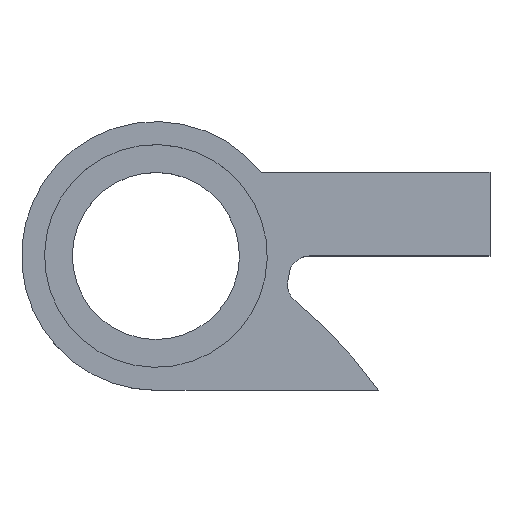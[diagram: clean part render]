
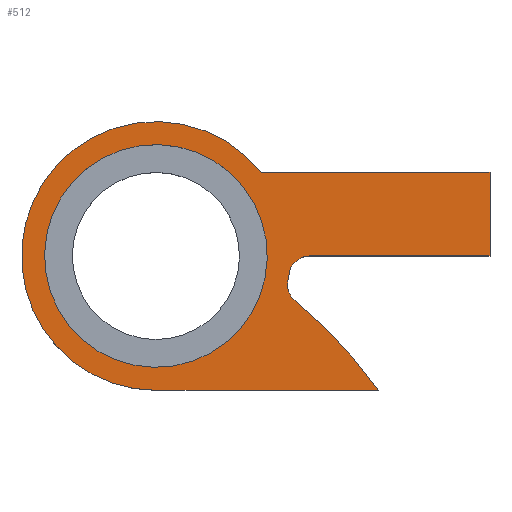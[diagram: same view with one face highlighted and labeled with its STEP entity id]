
A CAD part, top view. The second image highlights one B-rep face of the part: STEP entity #512.
In plain terms, the highlighted planar face has unit normal (0, 0, 1).
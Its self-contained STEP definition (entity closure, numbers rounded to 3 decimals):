
#63=CARTESIAN_POINT('Vertex',(24.,0.,3.)) ;
#77=CARTESIAN_POINT('Vertex',(24.,6.,3.)) ;
#80=CARTESIAN_POINT('Line Origine',(24.,3.,3.)) ;
#108=CARTESIAN_POINT('Vertex',(7.558,6.,3.)) ;
#111=CARTESIAN_POINT('Line Origine',(15.779,6.,3.)) ;
#134=CARTESIAN_POINT('Vertex',(0.,-9.65,3.)) ;
#148=CARTESIAN_POINT('Vertex',(16.,-9.65,3.)) ;
#151=CARTESIAN_POINT('Line Origine',(8.,-9.65,3.)) ;
#168=CARTESIAN_POINT('Axis2P3D Location',(0.,0.,3.)) ;
#172=CARTESIAN_POINT('Vertex',(-4.626,8.469,3.)) ;
#199=CARTESIAN_POINT('Axis2P3D Location',(0.,0.,3.)) ;
#277=CARTESIAN_POINT('Vertex',(3.835,-7.021,3.)) ;
#293=CARTESIAN_POINT('Vertex',(-3.835,7.021,3.)) ;
#296=CARTESIAN_POINT('Axis2P3D Location',(0.,0.,3.)) ;
#313=CARTESIAN_POINT('Axis2P3D Location',(0.,0.,3.)) ;
#419=CARTESIAN_POINT('Vertex',(11.049,0.,3.)) ;
#429=CARTESIAN_POINT('Line Origine',(17.524,0.,3.)) ;
#446=CARTESIAN_POINT('Axis2P3D Location',(11.049,-1.5,3.)) ;
#450=CARTESIAN_POINT('Vertex',(9.562,-1.298,3.)) ;
#472=CARTESIAN_POINT('Axis2P3D Location',(0.,8.,3.)) ;
#477=CARTESIAN_POINT('Axis2P3D Location',(10.956,-2.072,3.)) ;
#481=CARTESIAN_POINT('Vertex',(10.002,-3.229,3.)) ;
#483=CARTESIAN_POINT('Vertex',(9.482,-1.793,3.)) ;
#486=CARTESIAN_POINT('Axis2P3D Location',(0.,0.,3.)) ;
#491=CARTESIAN_POINT('Axis2P3D Location',(-11.579,-29.403,3.)) ;
#81=DIRECTION('Vector Direction',(0.,1.,0.)) ;
#112=DIRECTION('Vector Direction',(1.,0.,0.)) ;
#152=DIRECTION('Vector Direction',(1.,0.,0.)) ;
#169=DIRECTION('Axis2P3D Direction',(0.,0.,1.)) ;
#200=DIRECTION('Axis2P3D Direction',(0.,0.,1.)) ;
#297=DIRECTION('Axis2P3D Direction',(0.,0.,1.)) ;
#314=DIRECTION('Axis2P3D Direction',(0.,0.,1.)) ;
#430=DIRECTION('Vector Direction',(-1.,0.,0.)) ;
#447=DIRECTION('Axis2P3D Direction',(0.,0.,-1.)) ;
#473=DIRECTION('Axis2P3D Direction',(0.,0.,1.)) ;
#474=DIRECTION('Axis2P3D XDirection',(1.,0.,0.)) ;
#478=DIRECTION('Axis2P3D Direction',(0.,0.,1.)) ;
#487=DIRECTION('Axis2P3D Direction',(0.,0.,1.)) ;
#492=DIRECTION('Axis2P3D Direction',(0.,0.,1.)) ;
#170=AXIS2_PLACEMENT_3D('Circle Axis2P3D',#168,#169,$) ;
#201=AXIS2_PLACEMENT_3D('Circle Axis2P3D',#199,#200,$) ;
#298=AXIS2_PLACEMENT_3D('Circle Axis2P3D',#296,#297,$) ;
#315=AXIS2_PLACEMENT_3D('Circle Axis2P3D',#313,#314,$) ;
#448=AXIS2_PLACEMENT_3D('Circle Axis2P3D',#446,#447,$) ;
#475=AXIS2_PLACEMENT_3D('Plane Axis2P3D',#472,#473,#474) ;
#479=AXIS2_PLACEMENT_3D('Circle Axis2P3D',#477,#478,$) ;
#488=AXIS2_PLACEMENT_3D('Circle Axis2P3D',#486,#487,$) ;
#493=AXIS2_PLACEMENT_3D('Circle Axis2P3D',#491,#492,$) ;
#497=ORIENTED_EDGE('',*,*,#485,.T.) ;
#498=ORIENTED_EDGE('',*,*,#490,.T.) ;
#499=ORIENTED_EDGE('',*,*,#452,.T.) ;
#500=ORIENTED_EDGE('',*,*,#433,.T.) ;
#501=ORIENTED_EDGE('',*,*,#84,.T.) ;
#502=ORIENTED_EDGE('',*,*,#115,.T.) ;
#503=ORIENTED_EDGE('',*,*,#203,.T.) ;
#504=ORIENTED_EDGE('',*,*,#174,.T.) ;
#505=ORIENTED_EDGE('',*,*,#155,.T.) ;
#506=ORIENTED_EDGE('',*,*,#495,.T.) ;
#509=ORIENTED_EDGE('',*,*,#317,.F.) ;
#510=ORIENTED_EDGE('',*,*,#300,.F.) ;
#511=FACE_BOUND('',#508,.T.) ;
#82=VECTOR('Line Direction',#81,1.) ;
#113=VECTOR('Line Direction',#112,1.) ;
#153=VECTOR('Line Direction',#152,1.) ;
#431=VECTOR('Line Direction',#430,1.) ;
#512=ADVANCED_FACE('Corps principal',(#507,#511),#476,.T.) ;
#171=CIRCLE('generated circle',#170,9.65) ;
#202=CIRCLE('generated circle',#201,9.65) ;
#299=CIRCLE('generated circle',#298,8.) ;
#316=CIRCLE('generated circle',#315,8.) ;
#449=CIRCLE('generated circle',#448,1.5) ;
#480=CIRCLE('generated circle',#479,1.5) ;
#489=CIRCLE('generated circle',#488,9.65) ;
#494=CIRCLE('generated circle',#493,33.923) ;
#84=EDGE_CURVE('',#64,#78,#83,.T.) ;
#115=EDGE_CURVE('',#78,#109,#114,.F.) ;
#155=EDGE_CURVE('',#135,#149,#154,.T.) ;
#174=EDGE_CURVE('',#173,#135,#171,.T.) ;
#203=EDGE_CURVE('',#109,#173,#202,.T.) ;
#300=EDGE_CURVE('',#294,#278,#299,.T.) ;
#317=EDGE_CURVE('',#278,#294,#316,.T.) ;
#433=EDGE_CURVE('',#420,#64,#432,.F.) ;
#452=EDGE_CURVE('',#451,#420,#449,.T.) ;
#485=EDGE_CURVE('',#482,#484,#480,.F.) ;
#490=EDGE_CURVE('',#484,#451,#489,.T.) ;
#495=EDGE_CURVE('',#149,#482,#494,.T.) ;
#496=EDGE_LOOP('',(#497,#498,#499,#500,#501,#502,#503,#504,#505,#506)) ;
#508=EDGE_LOOP('',(#509,#510)) ;
#507=FACE_OUTER_BOUND('',#496,.T.) ;
#83=LINE('Line',#80,#82) ;
#114=LINE('Line',#111,#113) ;
#154=LINE('Line',#151,#153) ;
#432=LINE('Line',#429,#431) ;
#476=PLANE('',#475) ;
#64=VERTEX_POINT('',#63) ;
#78=VERTEX_POINT('',#77) ;
#109=VERTEX_POINT('',#108) ;
#135=VERTEX_POINT('',#134) ;
#149=VERTEX_POINT('',#148) ;
#173=VERTEX_POINT('',#172) ;
#278=VERTEX_POINT('',#277) ;
#294=VERTEX_POINT('',#293) ;
#420=VERTEX_POINT('',#419) ;
#451=VERTEX_POINT('',#450) ;
#482=VERTEX_POINT('',#481) ;
#484=VERTEX_POINT('',#483) ;
